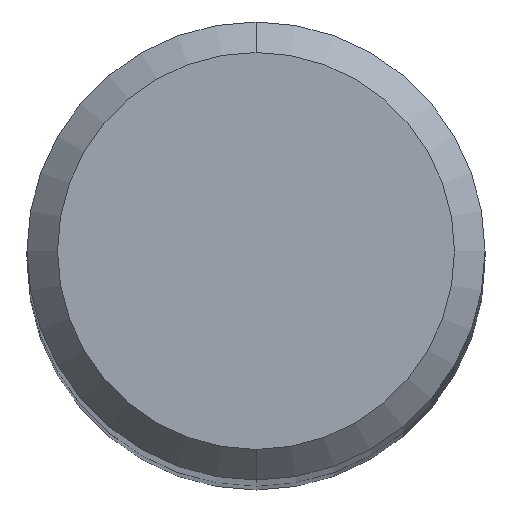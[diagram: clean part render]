
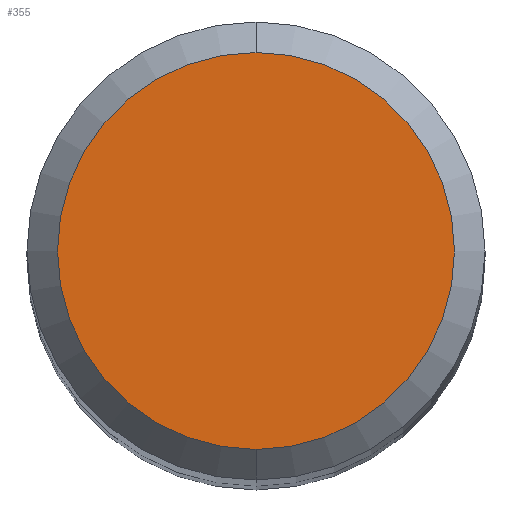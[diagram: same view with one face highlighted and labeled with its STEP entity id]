
A CAD part, top view. The second image highlights one B-rep face of the part: STEP entity #355.
In plain terms, the highlighted planar face has unit normal (0, 0, 1).
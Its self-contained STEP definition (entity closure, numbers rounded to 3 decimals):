
#155=EDGE_CURVE('',#311,#263,#407,.T.);
#263=VERTEX_POINT('',#526);
#271=EDGE_CURVE('',#263,#311,#534,.T.);
#311=VERTEX_POINT('',#579);
#355=ADVANCED_FACE('',(#627),#628,.T.);
#407=CIRCLE('',#676,2.6);
#526=CARTESIAN_POINT('',(0.,-2.6,0.0));
#534=CIRCLE('',#936,2.6);
#579=CARTESIAN_POINT('',(0.0,2.6,0.0));
#627=FACE_OUTER_BOUND('',#1145,.T.);
#628=PLANE('',#1146);
#676=AXIS2_PLACEMENT_3D('',#1222,#1223,#1224);
#936=AXIS2_PLACEMENT_3D('',#1365,#1366,#1367);
#1145=EDGE_LOOP('',(#1473,#1474));
#1146=AXIS2_PLACEMENT_3D('',#1475,#1476,#1477);
#1222=CARTESIAN_POINT('',(0.0,0.0,0.0));
#1223=DIRECTION('',(0.0,0.0,-1.0));
#1224=DIRECTION('',(0.0,1.0,0.0));
#1365=CARTESIAN_POINT('',(0.0,0.0,0.0));
#1366=DIRECTION('',(0.0,0.0,-1.0));
#1367=DIRECTION('',(0.0,1.0,0.0));
#1473=ORIENTED_EDGE('',*,*,#155,.F.);
#1474=ORIENTED_EDGE('',*,*,#271,.F.);
#1475=CARTESIAN_POINT('',(0.0,1.3,0.0));
#1476=DIRECTION('',(-0.0,0.0,1.0));
#1477=DIRECTION('',(0.0,-1.0,0.0));
